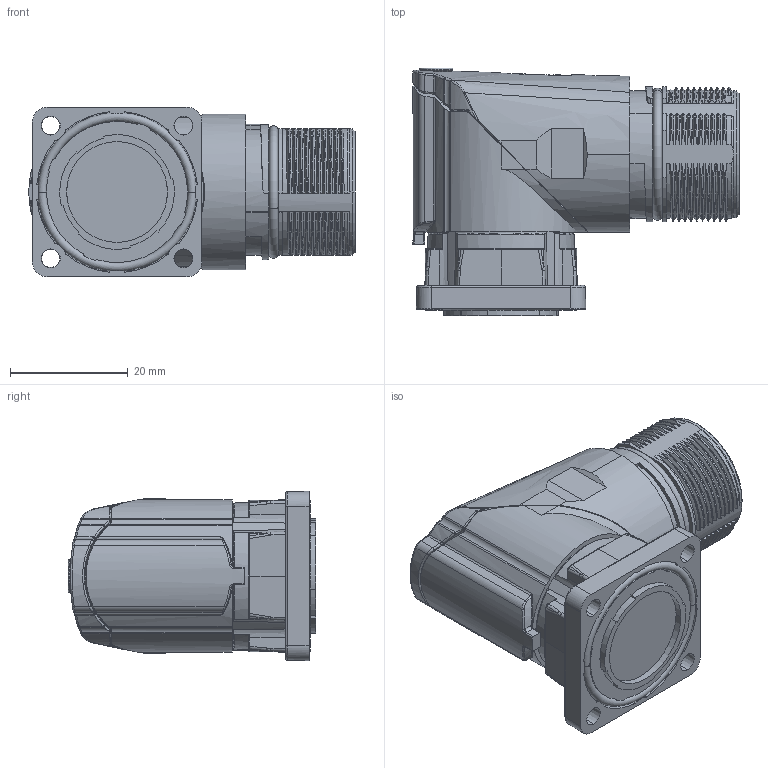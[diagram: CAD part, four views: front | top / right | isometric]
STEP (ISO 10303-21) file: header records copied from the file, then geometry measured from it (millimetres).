
FILE_DESCRIPTION((''),'2;1');
FILE_NAME('3D_1810126002001_MR23-012-BKP28','2020-12-16T',('tc.chen'),(''),'PRO/ENGINEER BY PARAMETRIC TECHNOLOGY CORPORATION, 2012480','PRO/ENGINEER BY PARAMETRIC TECHNOLOGY CORPORATION, 2012480','');
FILE_SCHEMA(('AUTOMOTIVE_DESIGN { 1 0 10303 214 1 1 1 1 }'));
Length unit declared in the file: millimetre
Products named in the file (1): 3D_1810126002001_MR23-012-BKP28
Bounding box: 55.5 x 42.15 x 28.8 mm (x, y, z)
Volume: 32726.4 mm3; surface area: 14807.3 mm2
Topology: 1 solids, 2 shells, 1216 faces, 3546 edges, 2360 vertices
Faces by surface type: cylinder 412, plane 301, bspline 279, cone 171, torus 50, extrusion 2, sphere 1
Entity records: 67741 total; most frequent: CARTESIAN_POINT 29260, ORIENTED_EDGE 7090, DIRECTION 4362, EDGE_CURVE 3545, VERTEX_POINT 2360, B_SPLINE_CURVE_WITH_KNOTS 1757, AXIS2_PLACEMENT_3D 1635, FILL_AREA_STYLE_COLOUR 1493
